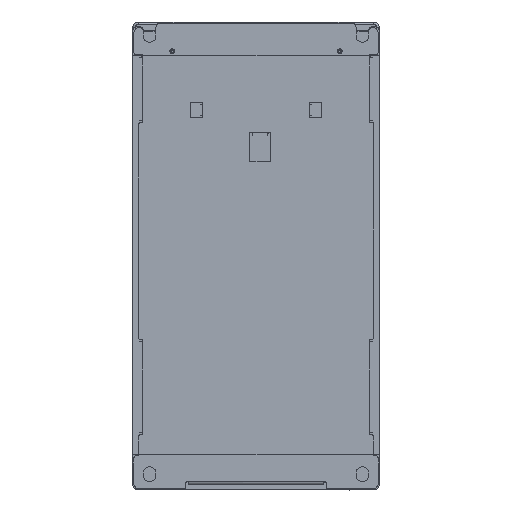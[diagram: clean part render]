
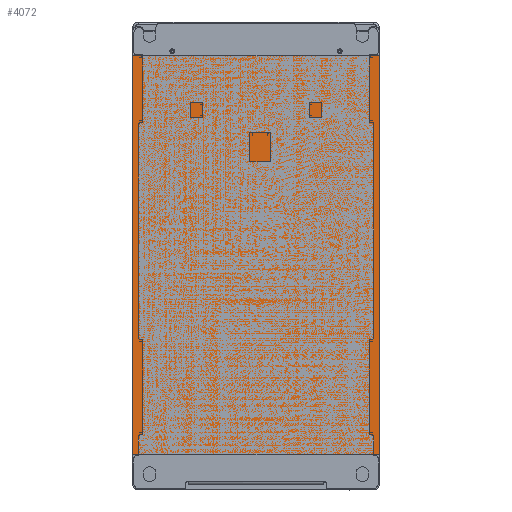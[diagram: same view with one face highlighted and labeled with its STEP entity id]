
A CAD part, front view. The second image highlights one B-rep face of the part: STEP entity #4072.
In plain terms, the highlighted planar face has unit normal (0, -1, 0).
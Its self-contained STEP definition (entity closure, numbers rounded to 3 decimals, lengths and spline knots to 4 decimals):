
#4072 = ADVANCED_FACE ( 'NONE', ( #74987 ), #113339, .F. ) ;
#17306 = LINE ( 'NONE', #103897, #73158 ) ;
#31912 = VERTEX_POINT ( 'NONE', #173562 ) ;
#34409 = EDGE_CURVE ( 'NONE', #31912, #98298, #118425, .T. ) ;
#35749 = CARTESIAN_POINT ( 'NONE',  ( 4.2913, 0., 0. ) ) ;
#49100 = DIRECTION ( 'NONE',  ( 0., 0., 1. ) ) ;
#58641 = CARTESIAN_POINT ( 'NONE',  ( 0., 0., 0. ) ) ;
#59641 = ORIENTED_EDGE ( 'NONE', *, *, #83137, .F. ) ;
#73158 = VECTOR ( 'NONE', #115782, 39.3701 ) ;
#74593 = LINE ( 'NONE', #116521, #148707 ) ;
#74987 = FACE_OUTER_BOUND ( 'NONE', #179680, .T. ) ;
#76833 = LINE ( 'NONE', #35749, #170145 ) ;
#83137 = EDGE_CURVE ( 'NONE', #130700, #175942, #76833, .T. ) ;
#85954 = ORIENTED_EDGE ( 'NONE', *, *, #130621, .F. ) ;
#89271 = CARTESIAN_POINT ( 'NONE',  ( 0., 0., -8.1496 ) ) ;
#98280 = EDGE_CURVE ( 'NONE', #175942, #31912, #17306, .T. ) ;
#98298 = VERTEX_POINT ( 'NONE', #171461 ) ;
#99657 = DIRECTION ( 'NONE',  ( 0., 0., 1. ) ) ;
#103897 = CARTESIAN_POINT ( 'NONE',  ( 0., 0., -7.5394 ) ) ;
#113339 = PLANE ( 'NONE',  #157049 ) ;
#115782 = DIRECTION ( 'NONE',  ( -1., 0., 0. ) ) ;
#116010 = DIRECTION ( 'NONE',  ( 0., 1., 0. ) ) ;
#116521 = CARTESIAN_POINT ( 'NONE',  ( 0., 0., -0.5906 ) ) ;
#117941 = ORIENTED_EDGE ( 'NONE', *, *, #34409, .F. ) ;
#118425 = LINE ( 'NONE', #89271, #146697 ) ;
#130621 = EDGE_CURVE ( 'NONE', #98298, #130700, #74593, .T. ) ;
#130700 = VERTEX_POINT ( 'NONE', #145729 ) ;
#132474 = DIRECTION ( 'NONE',  ( 0., 0., -1. ) ) ;
#145729 = CARTESIAN_POINT ( 'NONE',  ( 4.2913, 0., -0.5906 ) ) ;
#146697 = VECTOR ( 'NONE', #49100, 39.3701 ) ;
#148707 = VECTOR ( 'NONE', #157615, 39.3701 ) ;
#157049 = AXIS2_PLACEMENT_3D ( 'NONE', #58641, #116010, #99657 ) ;
#157615 = DIRECTION ( 'NONE',  ( 1., 0., 0. ) ) ;
#159345 = CARTESIAN_POINT ( 'NONE',  ( 4.2913, 0., -7.5394 ) ) ;
#166689 = ORIENTED_EDGE ( 'NONE', *, *, #98280, .F. ) ;
#170145 = VECTOR ( 'NONE', #132474, 39.3701 ) ;
#171461 = CARTESIAN_POINT ( 'NONE',  ( 0., 0., -0.5906 ) ) ;
#173562 = CARTESIAN_POINT ( 'NONE',  ( 0., 0., -7.5394 ) ) ;
#175942 = VERTEX_POINT ( 'NONE', #159345 ) ;
#179680 = EDGE_LOOP ( 'NONE', ( #166689, #59641, #85954, #117941 ) ) ;
